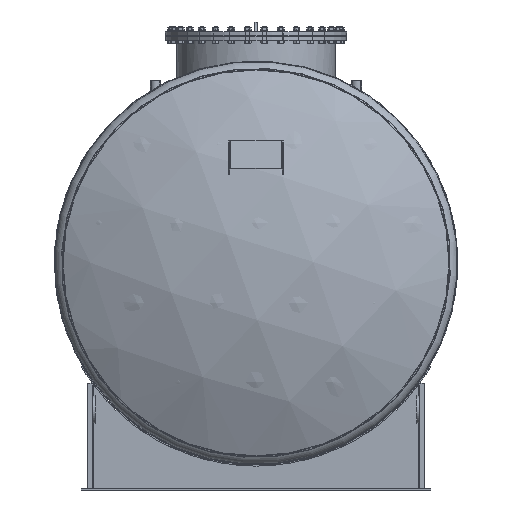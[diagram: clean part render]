
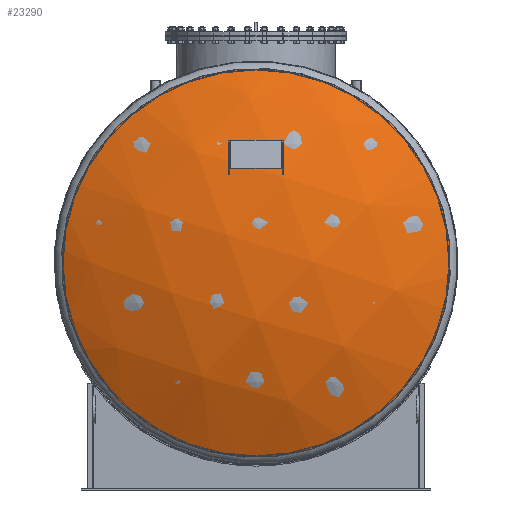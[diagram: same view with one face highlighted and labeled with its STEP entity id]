
A CAD part, front view. The second image highlights one B-rep face of the part: STEP entity #23290.
In plain terms, the highlighted spherical face has radius 1609 mm.
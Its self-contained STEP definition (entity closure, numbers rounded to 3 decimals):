
#1142=SPHERICAL_SURFACE('',#25198,1609.);
#2442=FACE_OUTER_BOUND('',#4033,.T.);
#4033=EDGE_LOOP('',(#15271));
#8691=CIRCLE('',#25196,773.649);
#9730=VERTEX_POINT('',#34693);
#11849=EDGE_CURVE('',#9730,#9730,#8691,.T.);
#15271=ORIENTED_EDGE('',*,*,#11849,.T.);
#23290=ADVANCED_FACE('',(#2442),#1142,.T.);
#25196=AXIS2_PLACEMENT_3D('',#34694,#27982,#27983);
#25198=AXIS2_PLACEMENT_3D('',#34696,#27986,#27987);
#27982=DIRECTION('center_axis',(0.,-1.,0.));
#27983=DIRECTION('ref_axis',(0.692,0.,0.722));
#27986=DIRECTION('center_axis',(-0.722,0.,
0.692));
#27987=DIRECTION('ref_axis',(0.692,0.,0.722));
#34693=CARTESIAN_POINT('',(-558.262,-1670.069,535.609));
#34694=CARTESIAN_POINT('Origin',(0.,-1670.069,
0.));
#34696=CARTESIAN_POINT('Origin',(0.,-259.273,
0.));
